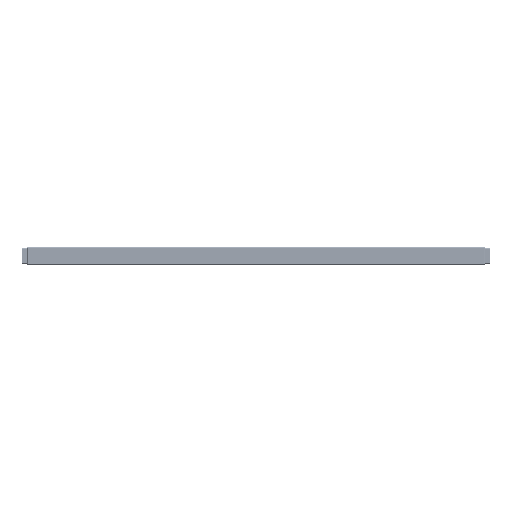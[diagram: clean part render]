
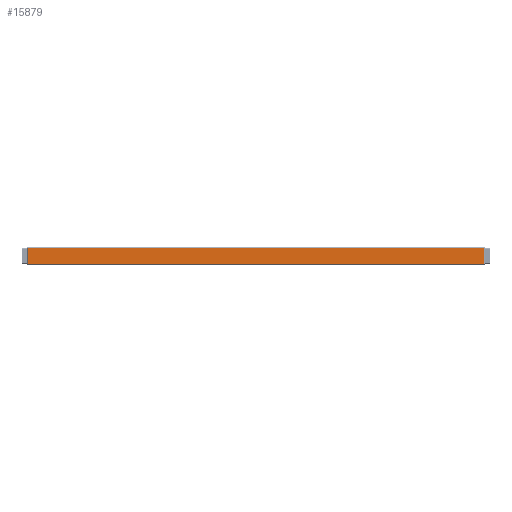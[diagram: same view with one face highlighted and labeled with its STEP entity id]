
A CAD part, front view. The second image highlights one B-rep face of the part: STEP entity #15879.
In plain terms, the highlighted planar face has unit normal (0, -1, 0).
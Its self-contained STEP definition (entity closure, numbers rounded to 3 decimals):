
#12138=FACE_OUTER_BOUND('',#32021,.T.);
#15879=ADVANCED_FACE('',(#12138),#20875,.T.);
#20875=PLANE('',#96532);
#32021=EDGE_LOOP('',(#38952,#38953,#38954,#38955));
#38952=ORIENTED_EDGE('',*,*,#72296,.T.);
#38953=ORIENTED_EDGE('',*,*,#72297,.T.);
#38954=ORIENTED_EDGE('',*,*,#72298,.T.);
#38955=ORIENTED_EDGE('',*,*,#72299,.T.);
#63720=VERTEX_POINT('',#132846);
#63721=VERTEX_POINT('',#132847);
#63722=VERTEX_POINT('',#132849);
#63723=VERTEX_POINT('',#132851);
#72296=EDGE_CURVE('',#63720,#63721,#84596,.T.);
#72297=EDGE_CURVE('',#63721,#63722,#84597,.T.);
#72298=EDGE_CURVE('',#63722,#63723,#84598,.T.);
#72299=EDGE_CURVE('',#63723,#63720,#84599,.T.);
#84596=LINE('',#132845,#90640);
#84597=LINE('',#132848,#90641);
#84598=LINE('',#132850,#90642);
#84599=LINE('',#132852,#90643);
#90640=VECTOR('',#106551,1.);
#90641=VECTOR('',#106552,1.);
#90642=VECTOR('',#106553,1.);
#90643=VECTOR('',#106554,1.);
#96532=AXIS2_PLACEMENT_3D('',#132853,#106555,#106556);
#106551=DIRECTION('',(-1.,0.,0.));
#106552=DIRECTION('',(0.,0.,-1.));
#106553=DIRECTION('',(1.,0.,0.));
#106554=DIRECTION('',(0.,0.,1.));
#106555=DIRECTION('',(0.,-1.,0.));
#106556=DIRECTION('',(0.,0.,1.));
#132845=CARTESIAN_POINT('',(100.,0.,7.575));
#132846=CARTESIAN_POINT('',(199.6,0.,7.575));
#132847=CARTESIAN_POINT('',(0.4,0.,7.575));
#132848=CARTESIAN_POINT('',(0.4,0.,0.));
#132849=CARTESIAN_POINT('',(0.4,0.,0.425));
#132850=CARTESIAN_POINT('',(100.,0.,0.425));
#132851=CARTESIAN_POINT('',(199.6,0.,0.425));
#132852=CARTESIAN_POINT('',(199.6,0.,0.));
#132853=CARTESIAN_POINT('',(100.,0.,0.));
